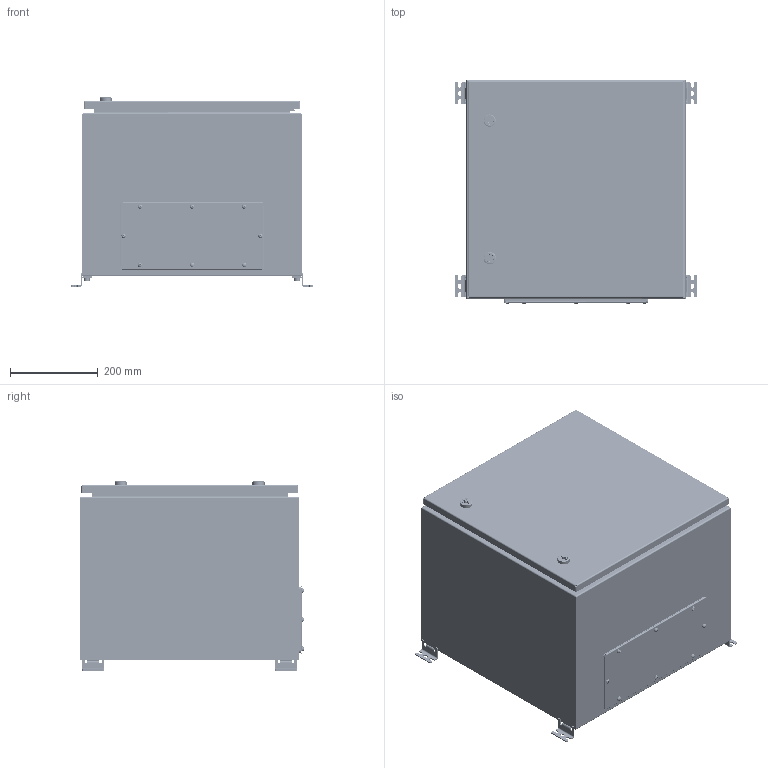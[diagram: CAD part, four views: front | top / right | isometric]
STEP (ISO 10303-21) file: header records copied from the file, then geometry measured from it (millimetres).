
FILE_DESCRIPTION (( 'STEP AP214' ), '1' );
FILE_NAME ('21.050.050.40.STEP', '2024-07-25T10:24:35', ( '' ), ( '' ), 'SwSTEP 2.0', 'SolidWorks 2021', '' );
FILE_SCHEMA (( 'AUTOMOTIVE_DESIGN' ));
Length unit declared in the file: millimetre
Products named in the file (37): Ïðîôèëü äâåðíîé H500; Ïåðô. ïðîôèëü äëÿ äíà è ñòåíêè D400; Âòóëêà øàðíèðà; Øïèëüêà ïðèâàðíàÿ Ì6õ25; Ïðîêëàäêà êðûøêè ÄÌ W330D150; Ïåòëÿ ùèòîâàÿ ïðèâàðíàÿ; 扻豵鵨 W500H500D400; 鎖芯_1; 471.100 Íàñòåííîå êðåïëåíèå; 剒蜲錪_30403583_MESAN; Ãàñêåòèíã äâåðè W500H500; 鐵墊圈_1; 嵑謺麃 瀁蠉澼鍣 094; 墊片_1; Ãàéêà M6 DIN6923.step; Äâåðíîå ïîëîòíî W500H500; Ðåçèíêà øàðíèðà; 嵑謺麃; 署赅 W330D150; ﾇ瑟鶴 MS-705-3D; Áîëò Ì6õ10 ñ øåñòèãðàííîé ãîëîâêîé ñ ïðåññøàéáîé; Øïèëüêà ïðèâàðíàÿ Ì6õ16; 小頭螺絲_1; Ãàéêà Ì6 äëÿ øïèëüêè; Âèíò DIN 967 Ì5õ16 ñ ïîëóêðóãëîé ãîëîâêîé ñ êðåñòîîáðàçíûì øëèöåì; 螺母_1; 昑 W500H500; 21.050.050.40; Äâåðíîé ïðîôèëü ÌÊ 20 Í500; 妈眚 DIN 912-󋔊0-Zn; 昢膼碴鍣 膰豵鵨 W500H500D400; Ëåâàÿ ñòåíêà H500D400; 主體_1; Çàêëåïêà ðåçüáîâàÿ Ì8 øåñòèãðàííàÿ ñ óìåíüøåííûì áîðòîì; Ïðàâàÿ ñòåíêà H500D400; Äâåðü W500H500; Çàêëåïêà ðåçüáîâàÿ Ì5 øåñòèãðàííàÿ ñ óìåíüøåííûì áîðòîì
Assembly tree (95 placements, depth 4):
  21.050.050.40
    昢膼碴鍣 膰豵鵨 W500H500D400
      扻豵鵨 W500H500D400
      Ïðàâàÿ ñòåíêà H500D400
      Ëåâàÿ ñòåíêà H500D400
      Øïèëüêà ïðèâàðíàÿ Ì6õ16  x8
      Øïèëüêà ïðèâàðíàÿ Ì6õ25  x4
      Çàêëåïêà ðåçüáîâàÿ Ì8 øåñòèãðàííàÿ ñ óìåíüøåííûì áîðòîì  x4
      Çàêëåïêà ðåçüáîâàÿ Ì5 øåñòèãðàííàÿ ñ óìåíüøåííûì áîðòîì  x8
    Äâåðü W500H500
      Äâåðíîå ïîëîòíî W500H500
      Ãàñêåòèíã äâåðè W500H500
      Ïðîôèëü äâåðíîé H500  x2
      Øïèëüêà ïðèâàðíàÿ Ì6õ16  x2
      Ïåòëÿ ùèòîâàÿ ïðèâàðíàÿ  x2
      ﾇ瑟鶴 MS-705-3D  x2
        主體_1
        鎖芯_1
        墊片_1
        螺母_1
        鐵墊圈_1
        小頭螺絲_1
        剒蜲錪_30403583_MESAN
    昑 W500H500
    署赅 W330D150
    Âèíò DIN 967 Ì5õ16 ñ ïîëóêðóãëîé ãîëîâêîé ñ êðåñòîîáðàçíûì øëèöåì  x8
    Ïðîêëàäêà êðûøêè ÄÌ W330D150
    嵑謺麃 瀁蠉澼鍣 094  x2
      嵑謺麃
      Âòóëêà øàðíèðà
      Ðåçèíêà øàðíèðà
    Áîëò Ì6õ10 ñ øåñòèãðàííîé ãîëîâêîé ñ ïðåññøàéáîé  x4
    471.100 Íàñòåííîå êðåïëåíèå  x4
    妈眚 DIN 912-󋔊0-Zn  x4
    Ãàéêà M6 DIN6923.step  x4
    Ïåðô. ïðîôèëü äëÿ äíà è ñòåíêè D400  x4
    Äâåðíîé ïðîôèëü ÌÊ 20 Í500  x4
    Ãàéêà Ì6 äëÿ øïèëüêè  x8
Bounding box: 552 x 511.09 x 431.4 mm (x, y, z)
Volume: 2938652.8 mm3; surface area: 3794821.8 mm2
Topology: 100 solids, 100 shells, 4639 faces, 11840 edges, 7455 vertices
Faces by surface type: cylinder 1886, plane 1791, bspline 488, cone 302, torus 136, sphere 36
Entity records: 76492 total; most frequent: CARTESIAN_POINT 28847, ORIENTED_EDGE 9042, DIRECTION 7741, EDGE_CURVE 4521, VERTEX_POINT 2856, AXIS2_PLACEMENT_3D 2734, LINE 2273, VECTOR 2273
